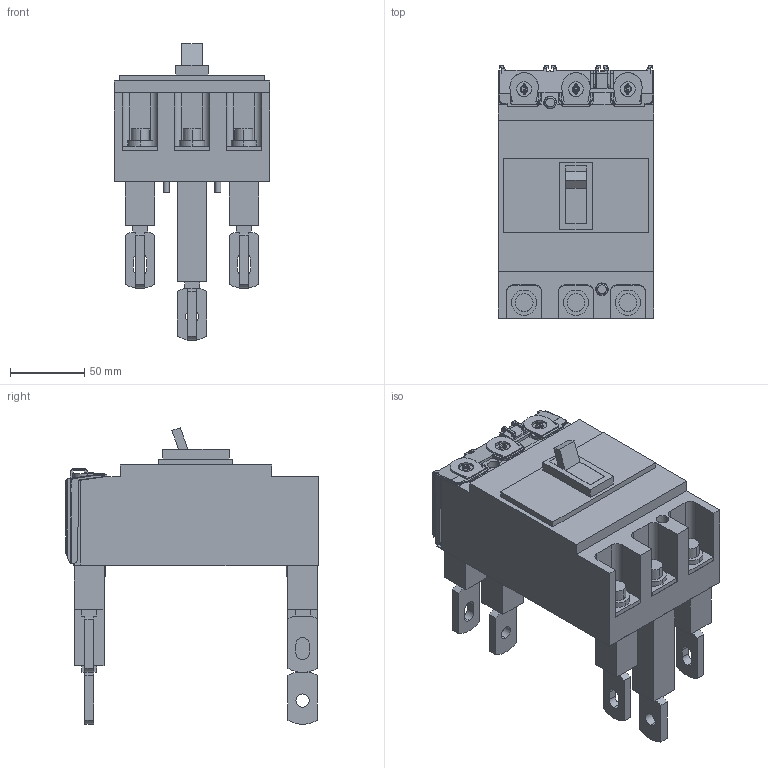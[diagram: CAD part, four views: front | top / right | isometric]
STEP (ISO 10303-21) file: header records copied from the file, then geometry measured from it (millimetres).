
FILE_DESCRIPTION(('CoCreate Modeling STEP Export'),'2;1');
FILE_NAME('Ｓ２５０ＳＤ３Ｒ.stp','2016-03-30T16:00:37',(''),(''),'CoCreate Modeling STEP processor for AP214 (Solid Model)','CoCreate Modeling 17.0 01-Apr-2010 (C) Parametric Technology GmbH','');
FILE_SCHEMA(('AUTOMOTIVE_DESIGN { 1 0 10303 214 1 1 1 1 }'));
Length unit declared in the file: millimetre
Products named in the file (8): P9.2; P5; P3.2; P6; P1; P4.1; P8; Ｓ２５０ＳＤ３Ｒ
Assembly tree (22 placements, depth 2):
  Ｓ２５０ＳＤ３Ｒ
    P8  x2
    P3.2  x6
    P4.1  x6
    P1
    P6  x2
    P9.2  x4
    P5
Bounding box: 105 x 170.3 x 200.09 mm (x, y, z)
Volume: 1192197.9 mm3; surface area: 162256.6 mm2
Topology: 22 solids, 22 shells, 860 faces, 2229 edges, 1448 vertices
Faces by surface type: plane 534, cylinder 266, torus 30, bspline 28, sphere 2
Entity records: 25255 total; most frequent: CARTESIAN_POINT 8872, ORIENTED_EDGE 3482, DIRECTION 3013, EDGE_CURVE 1741, VECTOR 1193, LINE 1193, VERTEX_POINT 1126, AXIS2_PLACEMENT_3D 910
